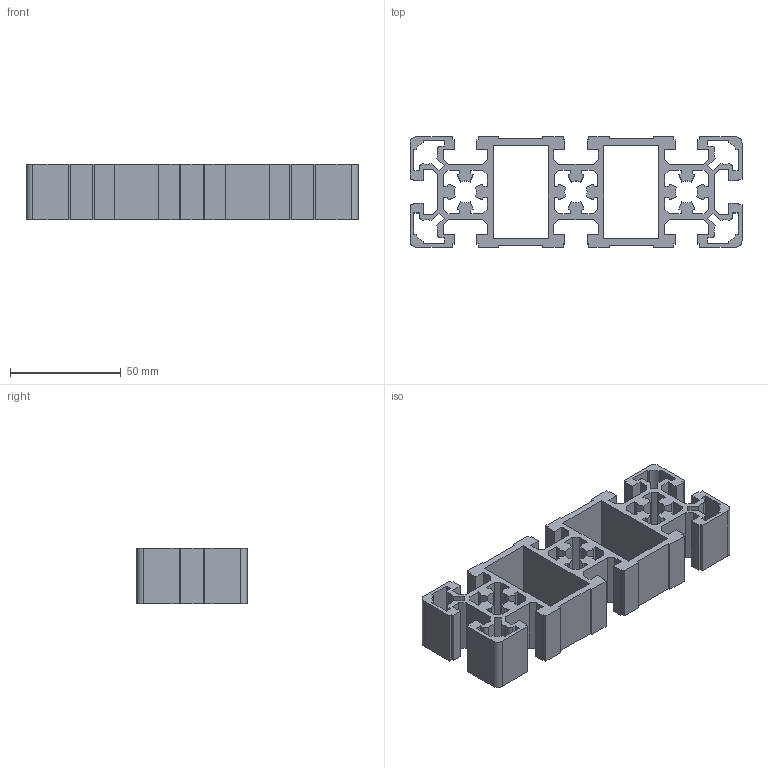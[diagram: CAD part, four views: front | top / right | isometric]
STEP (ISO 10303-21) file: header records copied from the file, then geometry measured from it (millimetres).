
FILE_DESCRIPTION (( 'STEP AP214' ), '1' );
FILE_NAME ('50x150.STEP', '2019-07-08T07:46:32', ( '' ), ( '' ), 'SwSTEP 2.0', 'SolidWorks 2018', '' );
FILE_SCHEMA (( 'AUTOMOTIVE_DESIGN' ));
Length unit declared in the file: millimetre
Products named in the file (1): 50x150
Bounding box: 150 x 50 x 25 mm (x, y, z)
Volume: 62081.3 mm3; surface area: 45475.2 mm2
Topology: 1 solids, 1 shells, 337 faces, 1005 edges, 670 vertices
Faces by surface type: plane 294, cylinder 43
Entity records: 11235 total; most frequent: CARTESIAN_POINT 2013, ORIENTED_EDGE 2010, DIRECTION 1767, EDGE_CURVE 1005, LINE 919, VECTOR 919, VERTEX_POINT 670, AXIS2_PLACEMENT_3D 424
